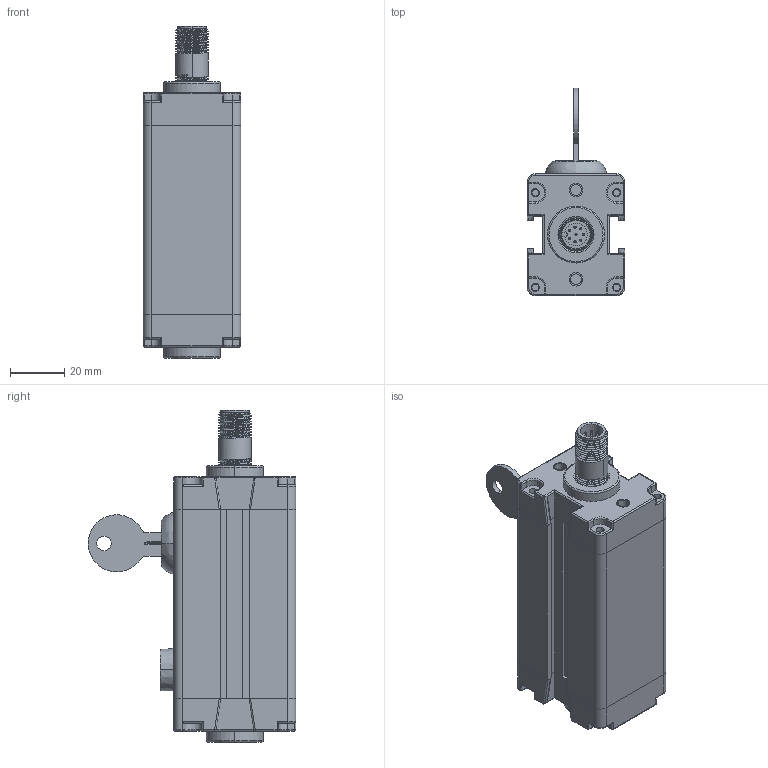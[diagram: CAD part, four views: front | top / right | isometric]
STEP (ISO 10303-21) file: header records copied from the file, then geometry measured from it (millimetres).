
FILE_DESCRIPTION((''),'2;1');
FILE_NAME('215075_ASM','2019-11-22T10:53:24',('pdmadmin'),('BANNER ENGINEERING'),'CREO PARAMETRIC BY PTC INC, 2018300','CREO PARAMETRIC BY PTC INC, 2018300','');
FILE_SCHEMA(('CONFIG_CONTROL_DESIGN'));
Products named in the file (16): 124721; 124723_WINDOW; 124723_ASM; 109551; 124727; 119220; 63529_NO_O-RING; 124728_BODY; 124728_GASKET; 124728_ASM; 184822; 184822_KEY; 184822_NUT; 184822_ASM; 74547---EZA-RBK-1_ASM; 215075_ASM
Assembly tree (15 placements, depth 4):
  215075_ASM
    74547---EZA-RBK-1_ASM
      124723_ASM
        124721
        124723_WINDOW
      109551
      124727
      119220
      63529_NO_O-RING
      124728_ASM
        124728_BODY
        124728_GASKET
      184822_ASM
        184822
        184822_KEY
        184822_NUT
Bounding box: 36 x 76.67 x 122.61 mm (x, y, z)
Volume: 78358.9 mm3; surface area: 52168.4 mm2
Topology: 11 solids, 17 shells, 936 faces, 2376 edges, 1505 vertices
Faces by surface type: cylinder 403, plane 356, bspline 79, sphere 44, torus 40, cone 14
Entity records: 50819 total; most frequent: CARTESIAN_POINT 28385, ORIENTED_EDGE 4692, DIRECTION 4431, EDGE_CURVE 2358, AXIS2_PLACEMENT_3D 1587, VERTEX_POINT 1505, VECTOR 1257, LINE 1257
